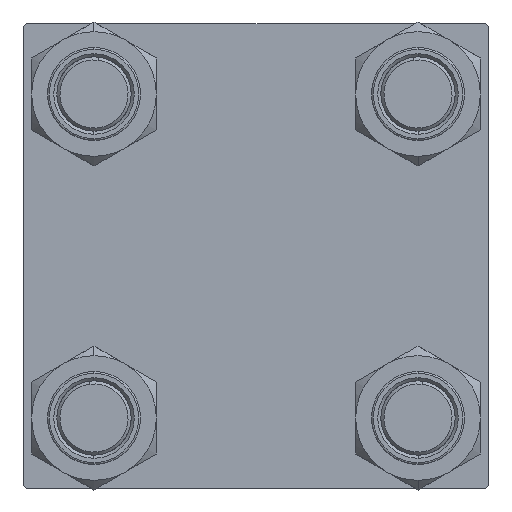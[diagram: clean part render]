
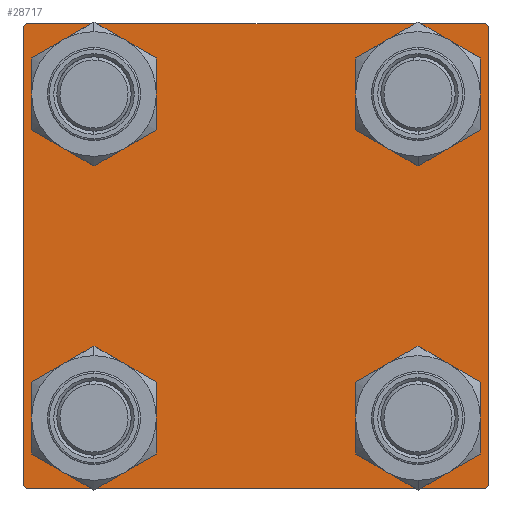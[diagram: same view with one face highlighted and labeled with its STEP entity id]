
A CAD part, left-side view. The second image highlights one B-rep face of the part: STEP entity #28717.
In plain terms, the highlighted planar face has unit normal (-1, 0, 0).
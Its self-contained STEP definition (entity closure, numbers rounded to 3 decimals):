
#230 = CARTESIAN_POINT ( 'NONE',  ( 0., 26.15, 32.65 ) ) ;
#609 = VECTOR ( 'NONE', #2418, 1000. ) ;
#1138 = CARTESIAN_POINT ( 'NONE',  ( 0., -37.25, -37.25 ) ) ;
#2242 = CARTESIAN_POINT ( 'NONE',  ( 0., 37., 37.5 ) ) ;
#2275 = DIRECTION ( 'NONE',  ( 0., 0.707, 0.707 ) ) ;
#2418 = DIRECTION ( 'NONE',  ( 0., 0., -1. ) ) ;
#2695 = VERTEX_POINT ( 'NONE', #26006 ) ;
#2727 = CARTESIAN_POINT ( 'NONE',  ( 0., -26.15, -32.65 ) ) ;
#2827 = EDGE_LOOP ( 'NONE', ( #47886, #30783 ) ) ;
#2916 = VECTOR ( 'NONE', #2275, 1000. ) ;
#3047 = AXIS2_PLACEMENT_3D ( 'NONE', #18159, #25791, #22466 ) ;
#3140 = EDGE_LOOP ( 'NONE', ( #49891, #39124, #27170, #49041, #5658, #42458, #9182, #16251 ) ) ;
#3407 = FACE_BOUND ( 'NONE', #18278, .T. ) ;
#3740 = EDGE_CURVE ( 'NONE', #9069, #47236, #15443, .T. ) ;
#4159 = DIRECTION ( 'NONE',  ( 0., 0., 1. ) ) ;
#4335 = DIRECTION ( 'NONE',  ( 0., -1., 0. ) ) ;
#4529 = DIRECTION ( 'NONE',  ( 0., 0., 1. ) ) ;
#4978 = VERTEX_POINT ( 'NONE', #43006 ) ;
#4986 = DIRECTION ( 'NONE',  ( 1., 0., 0. ) ) ;
#5388 = VECTOR ( 'NONE', #4335, 1000. ) ;
#5536 = DIRECTION ( 'NONE',  ( 1., 0., 0. ) ) ;
#5575 = EDGE_CURVE ( 'NONE', #26894, #17867, #35426, .T. ) ;
#5658 = ORIENTED_EDGE ( 'NONE', *, *, #40076, .F. ) ;
#6331 = CARTESIAN_POINT ( 'NONE',  ( 0., -37.5, -37. ) ) ;
#6379 = LINE ( 'NONE', #37347, #14908 ) ;
#6725 = FACE_OUTER_BOUND ( 'NONE', #3140, .T. ) ;
#6980 = FACE_BOUND ( 'NONE', #37662, .T. ) ;
#7075 = DIRECTION ( 'NONE',  ( 1., 0., 0. ) ) ;
#7458 = CARTESIAN_POINT ( 'NONE',  ( 0., -26.15, 32.65 ) ) ;
#7990 = CARTESIAN_POINT ( 'NONE',  ( 0., -26.15, -26.15 ) ) ;
#8227 = DIRECTION ( 'NONE',  ( 1., 0., 0. ) ) ;
#8339 = CIRCLE ( 'NONE', #43192, 6.5 ) ;
#8391 = EDGE_LOOP ( 'NONE', ( #40736, #35788 ) ) ;
#8757 = LINE ( 'NONE', #20182, #22810 ) ;
#8976 = VERTEX_POINT ( 'NONE', #30466 ) ;
#9069 = VERTEX_POINT ( 'NONE', #230 ) ;
#9182 = ORIENTED_EDGE ( 'NONE', *, *, #23283, .F. ) ;
#9240 = DIRECTION ( 'NONE',  ( 1., 0., 0. ) ) ;
#9299 = EDGE_CURVE ( 'NONE', #47236, #9069, #30242, .T. ) ;
#9387 = VERTEX_POINT ( 'NONE', #2242 ) ;
#9748 = EDGE_CURVE ( 'NONE', #22684, #15299, #8339, .T. ) ;
#11248 = DIRECTION ( 'NONE',  ( 1., 0., 0. ) ) ;
#11392 = CARTESIAN_POINT ( 'NONE',  ( 0., -37., 37.5 ) ) ;
#12587 = CARTESIAN_POINT ( 'NONE',  ( 0., 26.15, 19.65 ) ) ;
#12644 = AXIS2_PLACEMENT_3D ( 'NONE', #22662, #11248, #23170 ) ;
#14447 = EDGE_CURVE ( 'NONE', #41483, #35845, #46455, .T. ) ;
#14659 = DIRECTION ( 'NONE',  ( 0., 0., 1. ) ) ;
#14908 = VECTOR ( 'NONE', #45218, 1000. ) ;
#15285 = LINE ( 'NONE', #19834, #5388 ) ;
#15299 = VERTEX_POINT ( 'NONE', #20869 ) ;
#15443 = CIRCLE ( 'NONE', #44630, 6.5 ) ;
#16041 = CARTESIAN_POINT ( 'NONE',  ( 0., -37.5, 37. ) ) ;
#16200 = CARTESIAN_POINT ( 'NONE',  ( 0., 26.15, 26.15 ) ) ;
#16251 = ORIENTED_EDGE ( 'NONE', *, *, #20124, .T. ) ;
#17332 = CIRCLE ( 'NONE', #38446, 6.5 ) ;
#17357 = DIRECTION ( 'NONE',  ( 0., 0., 1. ) ) ;
#17532 = DIRECTION ( 'NONE',  ( 0., -1., 0. ) ) ;
#17867 = VERTEX_POINT ( 'NONE', #6331 ) ;
#18159 = CARTESIAN_POINT ( 'NONE',  ( 0., 0., 0. ) ) ;
#18264 = CARTESIAN_POINT ( 'NONE',  ( 0., -37.25, 37.25 ) ) ;
#18278 = EDGE_LOOP ( 'NONE', ( #41314, #43701 ) ) ;
#19007 = CARTESIAN_POINT ( 'NONE',  ( 0., 26.15, -26.15 ) ) ;
#19834 = CARTESIAN_POINT ( 'NONE',  ( 0., 37.5, 37.5 ) ) ;
#20124 = EDGE_CURVE ( 'NONE', #9387, #2695, #40202, .T. ) ;
#20182 = CARTESIAN_POINT ( 'NONE',  ( 0., 37.25, -37.25 ) ) ;
#20869 = CARTESIAN_POINT ( 'NONE',  ( 0., -26.15, -19.65 ) ) ;
#21047 = EDGE_CURVE ( 'NONE', #35845, #41483, #41830, .T. ) ;
#22008 = VERTEX_POINT ( 'NONE', #16041 ) ;
#22053 = DIRECTION ( 'NONE',  ( 1., 0., 0. ) ) ;
#22466 = DIRECTION ( 'NONE',  ( 0., 0., 1. ) ) ;
#22662 = CARTESIAN_POINT ( 'NONE',  ( 0., -26.15, 26.15 ) ) ;
#22684 = VERTEX_POINT ( 'NONE', #2727 ) ;
#22810 = VECTOR ( 'NONE', #48088, 1000. ) ;
#23170 = DIRECTION ( 'NONE',  ( 0., 0., 1. ) ) ;
#23283 = EDGE_CURVE ( 'NONE', #9387, #35317, #15285, .T. ) ;
#23893 = CIRCLE ( 'NONE', #39299, 6.5 ) ;
#24519 = CARTESIAN_POINT ( 'NONE',  ( 0., 37., -37.5 ) ) ;
#24573 = AXIS2_PLACEMENT_3D ( 'NONE', #25884, #22053, #37542 ) ;
#25540 = LINE ( 'NONE', #37205, #609 ) ;
#25742 = VECTOR ( 'NONE', #17532, 1000. ) ;
#25791 = DIRECTION ( 'NONE',  ( -1., 0., 0. ) ) ;
#25884 = CARTESIAN_POINT ( 'NONE',  ( 0., -26.15, 26.15 ) ) ;
#26006 = CARTESIAN_POINT ( 'NONE',  ( 0., 37.5, 37. ) ) ;
#26332 = CIRCLE ( 'NONE', #31965, 6.5 ) ;
#26894 = VERTEX_POINT ( 'NONE', #50170 ) ;
#27170 = ORIENTED_EDGE ( 'NONE', *, *, #28376, .T. ) ;
#27705 = VERTEX_POINT ( 'NONE', #24519 ) ;
#28376 = EDGE_CURVE ( 'NONE', #27705, #26894, #36563, .T. ) ;
#28513 = CARTESIAN_POINT ( 'NONE',  ( 0., 37.25, 37.25 ) ) ;
#28529 = CARTESIAN_POINT ( 'NONE',  ( 0., 26.15, -26.15 ) ) ;
#28717 = ADVANCED_FACE ( 'NONE', ( #3407, #30086, #34142, #6980, #6725 ), #44820, .T. ) ;
#28840 = EDGE_CURVE ( 'NONE', #2695, #4978, #25540, .T. ) ;
#29957 = ORIENTED_EDGE ( 'NONE', *, *, #3740, .T. ) ;
#30086 = FACE_BOUND ( 'NONE', #2827, .T. ) ;
#30242 = CIRCLE ( 'NONE', #41584, 6.5 ) ;
#30466 = CARTESIAN_POINT ( 'NONE',  ( 0., 26.15, -19.65 ) ) ;
#30783 = ORIENTED_EDGE ( 'NONE', *, *, #9748, .T. ) ;
#31203 = DIRECTION ( 'NONE',  ( 1., 0., 0. ) ) ;
#31965 = AXIS2_PLACEMENT_3D ( 'NONE', #19007, #7075, #34488 ) ;
#33278 = CARTESIAN_POINT ( 'NONE',  ( 0., 37.5, -37.5 ) ) ;
#34142 = FACE_BOUND ( 'NONE', #8391, .T. ) ;
#34488 = DIRECTION ( 'NONE',  ( 0., 0., 1. ) ) ;
#34825 = EDGE_CURVE ( 'NONE', #4978, #27705, #8757, .T. ) ;
#35317 = VERTEX_POINT ( 'NONE', #11392 ) ;
#35426 = LINE ( 'NONE', #1138, #43058 ) ;
#35788 = ORIENTED_EDGE ( 'NONE', *, *, #39733, .T. ) ;
#35845 = VERTEX_POINT ( 'NONE', #7458 ) ;
#35920 = DIRECTION ( 'NONE',  ( 0., -0.707, 0.707 ) ) ;
#35959 = CARTESIAN_POINT ( 'NONE',  ( 0., 26.15, -32.65 ) ) ;
#35975 = DIRECTION ( 'NONE',  ( 0., 0., 1. ) ) ;
#36132 = VECTOR ( 'NONE', #36139, 1000. ) ;
#36139 = DIRECTION ( 'NONE',  ( 0., 0.707, -0.707 ) ) ;
#36563 = LINE ( 'NONE', #33278, #25742 ) ;
#37205 = CARTESIAN_POINT ( 'NONE',  ( 0., 37.5, 37.5 ) ) ;
#37347 = CARTESIAN_POINT ( 'NONE',  ( 0., -37.5, 37.5 ) ) ;
#37542 = DIRECTION ( 'NONE',  ( 0., 0., 1. ) ) ;
#37662 = EDGE_LOOP ( 'NONE', ( #29957, #44839 ) ) ;
#38446 = AXIS2_PLACEMENT_3D ( 'NONE', #28529, #9240, #17357 ) ;
#39124 = ORIENTED_EDGE ( 'NONE', *, *, #34825, .T. ) ;
#39242 = VERTEX_POINT ( 'NONE', #35959 ) ;
#39299 = AXIS2_PLACEMENT_3D ( 'NONE', #39786, #4986, #35975 ) ;
#39733 = EDGE_CURVE ( 'NONE', #39242, #8976, #17332, .T. ) ;
#39786 = CARTESIAN_POINT ( 'NONE',  ( 0., -26.15, -26.15 ) ) ;
#40076 = EDGE_CURVE ( 'NONE', #22008, #17867, #6379, .T. ) ;
#40202 = LINE ( 'NONE', #28513, #36132 ) ;
#40736 = ORIENTED_EDGE ( 'NONE', *, *, #45453, .T. ) ;
#41314 = ORIENTED_EDGE ( 'NONE', *, *, #21047, .T. ) ;
#41483 = VERTEX_POINT ( 'NONE', #44800 ) ;
#41584 = AXIS2_PLACEMENT_3D ( 'NONE', #47676, #5536, #14659 ) ;
#41830 = CIRCLE ( 'NONE', #12644, 6.5 ) ;
#42458 = ORIENTED_EDGE ( 'NONE', *, *, #48262, .T. ) ;
#43006 = CARTESIAN_POINT ( 'NONE',  ( 0., 37.5, -37. ) ) ;
#43058 = VECTOR ( 'NONE', #35920, 1000. ) ;
#43192 = AXIS2_PLACEMENT_3D ( 'NONE', #7990, #8227, #4159 ) ;
#43701 = ORIENTED_EDGE ( 'NONE', *, *, #14447, .T. ) ;
#44630 = AXIS2_PLACEMENT_3D ( 'NONE', #16200, #31203, #4529 ) ;
#44800 = CARTESIAN_POINT ( 'NONE',  ( 0., -26.15, 19.65 ) ) ;
#44820 = PLANE ( 'NONE',  #3047 ) ;
#44839 = ORIENTED_EDGE ( 'NONE', *, *, #9299, .T. ) ;
#45218 = DIRECTION ( 'NONE',  ( 0., 0., -1. ) ) ;
#45453 = EDGE_CURVE ( 'NONE', #8976, #39242, #26332, .T. ) ;
#45577 = EDGE_CURVE ( 'NONE', #15299, #22684, #23893, .T. ) ;
#46455 = CIRCLE ( 'NONE', #24573, 6.5 ) ;
#47236 = VERTEX_POINT ( 'NONE', #12587 ) ;
#47676 = CARTESIAN_POINT ( 'NONE',  ( 0., 26.15, 26.15 ) ) ;
#47886 = ORIENTED_EDGE ( 'NONE', *, *, #45577, .T. ) ;
#48088 = DIRECTION ( 'NONE',  ( 0., -0.707, -0.707 ) ) ;
#48217 = LINE ( 'NONE', #18264, #2916 ) ;
#48262 = EDGE_CURVE ( 'NONE', #22008, #35317, #48217, .T. ) ;
#49041 = ORIENTED_EDGE ( 'NONE', *, *, #5575, .T. ) ;
#49891 = ORIENTED_EDGE ( 'NONE', *, *, #28840, .T. ) ;
#50170 = CARTESIAN_POINT ( 'NONE',  ( 0., -37., -37.5 ) ) ;
